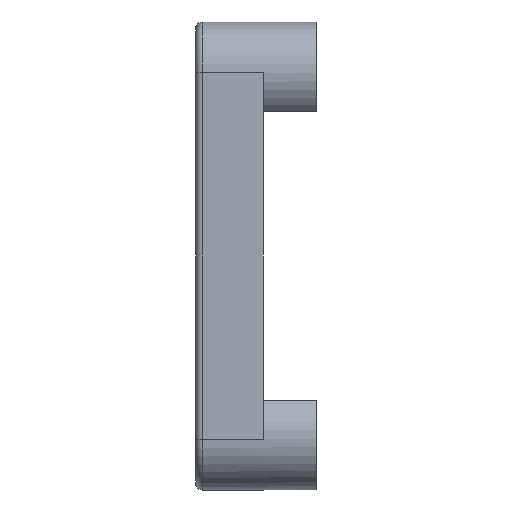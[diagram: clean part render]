
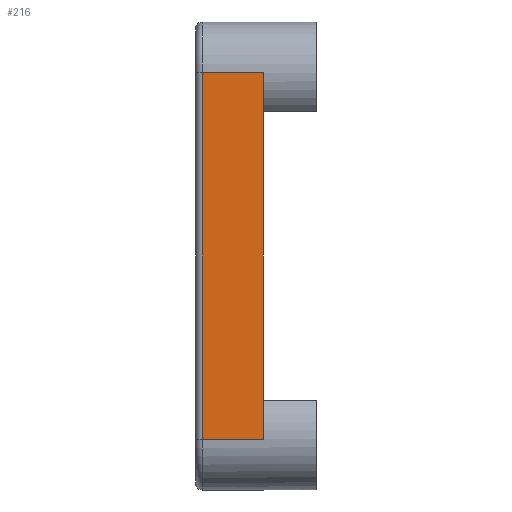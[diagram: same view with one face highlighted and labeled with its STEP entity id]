
A CAD part, left-side view. The second image highlights one B-rep face of the part: STEP entity #216.
In plain terms, the highlighted planar face has unit normal (-1, 0, 0).
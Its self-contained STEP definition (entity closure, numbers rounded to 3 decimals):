
#216 = ADVANCED_FACE ( 'NONE', ( #1806 ), #1509, .T. ) ;
#515 = EDGE_CURVE ( 'NONE', #2465, #2521, #3224, .T. ) ;
#629 = EDGE_CURVE ( 'NONE', #862, #2465, #1532, .T. ) ;
#664 = LINE ( 'NONE', #2277, #1287 ) ;
#830 = CARTESIAN_POINT ( 'NONE',  ( -25.75, -5., -13.5 ) ) ;
#862 = VERTEX_POINT ( 'NONE', #2713 ) ;
#915 = ORIENTED_EDGE ( 'NONE', *, *, #1830, .F. ) ;
#936 = DIRECTION ( 'NONE',  ( 0., 0., 1. ) ) ;
#985 = AXIS2_PLACEMENT_3D ( 'NONE', #2271, #2534, #996 ) ;
#996 = DIRECTION ( 'NONE',  ( 0., 0., 1. ) ) ;
#1262 = EDGE_CURVE ( 'NONE', #3180, #862, #1709, .T. ) ;
#1287 = VECTOR ( 'NONE', #2795, 1000. ) ;
#1429 = ORIENTED_EDGE ( 'NONE', *, *, #515, .T. ) ;
#1447 = VECTOR ( 'NONE', #2264, 1000. ) ;
#1501 = CARTESIAN_POINT ( 'NONE',  ( -25.75, -5., 13.5 ) ) ;
#1509 = PLANE ( 'NONE',  #985 ) ;
#1532 = LINE ( 'NONE', #1501, #1447 ) ;
#1599 = ORIENTED_EDGE ( 'NONE', *, *, #1262, .T. ) ;
#1709 = LINE ( 'NONE', #1729, #2450 ) ;
#1729 = CARTESIAN_POINT ( 'NONE',  ( -25.75, -5., -13.5 ) ) ;
#1806 = FACE_OUTER_BOUND ( 'NONE', #2575, .T. ) ;
#1830 = EDGE_CURVE ( 'NONE', #3180, #2521, #664, .T. ) ;
#1945 = CARTESIAN_POINT ( 'NONE',  ( -25.75, -0.5, -13.5 ) ) ;
#2200 = CARTESIAN_POINT ( 'NONE',  ( -25.75, -0.5, 13.5 ) ) ;
#2264 = DIRECTION ( 'NONE',  ( 0., 1., 0. ) ) ;
#2271 = CARTESIAN_POINT ( 'NONE',  ( -25.75, -5., -13.5 ) ) ;
#2277 = CARTESIAN_POINT ( 'NONE',  ( -25.75, -5., -13.5 ) ) ;
#2450 = VECTOR ( 'NONE', #936, 1000. ) ;
#2465 = VERTEX_POINT ( 'NONE', #2200 ) ;
#2492 = CARTESIAN_POINT ( 'NONE',  ( -25.75, -0.5, -13.5 ) ) ;
#2521 = VERTEX_POINT ( 'NONE', #2492 ) ;
#2534 = DIRECTION ( 'NONE',  ( -1., 0., 0. ) ) ;
#2575 = EDGE_LOOP ( 'NONE', ( #3181, #1429, #915, #1599 ) ) ;
#2713 = CARTESIAN_POINT ( 'NONE',  ( -25.75, -5., 13.5 ) ) ;
#2795 = DIRECTION ( 'NONE',  ( 0., 1., 0. ) ) ;
#2959 = DIRECTION ( 'NONE',  ( 0., 0., -1. ) ) ;
#3136 = VECTOR ( 'NONE', #2959, 1000. ) ;
#3180 = VERTEX_POINT ( 'NONE', #830 ) ;
#3181 = ORIENTED_EDGE ( 'NONE', *, *, #629, .T. ) ;
#3224 = LINE ( 'NONE', #1945, #3136 ) ;
